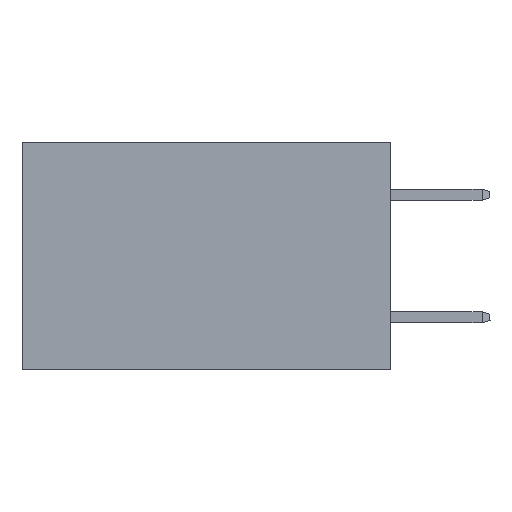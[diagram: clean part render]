
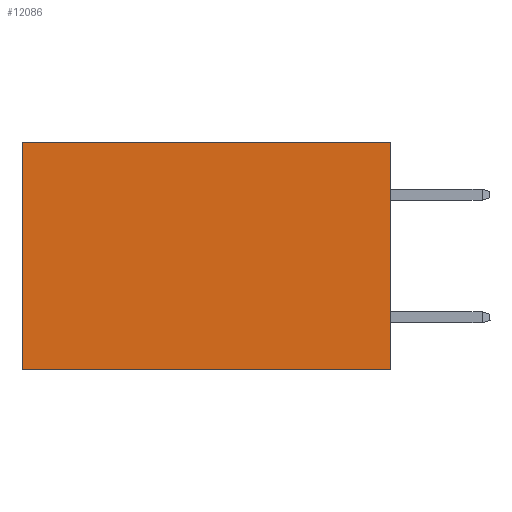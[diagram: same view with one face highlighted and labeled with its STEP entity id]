
A CAD part, left-side view. The second image highlights one B-rep face of the part: STEP entity #12086.
In plain terms, the highlighted planar face has unit normal (-1, 0, 0).
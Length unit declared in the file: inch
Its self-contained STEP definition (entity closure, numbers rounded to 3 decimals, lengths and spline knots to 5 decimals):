
#1038 = DIRECTION ( 'NONE',  ( 0., 0., -1. ) ) ;
#1658 = ORIENTED_EDGE ( 'NONE', *, *, #2188, .T. ) ;
#2188 = EDGE_CURVE ( 'NONE', #24015, #3013, #18775, .T. ) ;
#2863 = VECTOR ( 'NONE', #18640, 39.37008 ) ;
#3013 = VERTEX_POINT ( 'NONE', #16222 ) ;
#4994 = CARTESIAN_POINT ( 'NONE',  ( 0.2875, 0., 0. ) ) ;
#5792 = LINE ( 'NONE', #21391, #33208 ) ;
#7914 = AXIS2_PLACEMENT_3D ( 'NONE', #31534, #23726, #1038 ) ;
#10599 = VECTOR ( 'NONE', #28837, 39.37008 ) ;
#12086 = ADVANCED_FACE ( 'NONE', ( #24133 ), #20936, .F. ) ;
#12218 = EDGE_CURVE ( 'NONE', #30224, #3013, #33315, .T. ) ;
#13049 = CARTESIAN_POINT ( 'NONE',  ( 0.2875, 0., -0.37 ) ) ;
#13990 = VECTOR ( 'NONE', #30755, 39.37008 ) ;
#15244 = EDGE_CURVE ( 'NONE', #27043, #24015, #5792, .T. ) ;
#16222 = CARTESIAN_POINT ( 'NONE',  ( 0.2875, 0.6, -0.37 ) ) ;
#16606 = CARTESIAN_POINT ( 'NONE',  ( 0.2875, 0., -0.37 ) ) ;
#17969 = LINE ( 'NONE', #23351, #10599 ) ;
#18640 = DIRECTION ( 'NONE',  ( 0., 1., 0. ) ) ;
#18775 = LINE ( 'NONE', #19937, #13990 ) ;
#19233 = ORIENTED_EDGE ( 'NONE', *, *, #12218, .F. ) ;
#19937 = CARTESIAN_POINT ( 'NONE',  ( 0.2875, 0.6, 0. ) ) ;
#20936 = PLANE ( 'NONE',  #7914 ) ;
#21391 = CARTESIAN_POINT ( 'NONE',  ( 0.2875, 0., 0. ) ) ;
#22135 = EDGE_CURVE ( 'NONE', #27043, #30224, #17969, .T. ) ;
#23351 = CARTESIAN_POINT ( 'NONE',  ( 0.2875, 0., 0. ) ) ;
#23726 = DIRECTION ( 'NONE',  ( 1., 0., 0. ) ) ;
#24015 = VERTEX_POINT ( 'NONE', #34187 ) ;
#24133 = FACE_OUTER_BOUND ( 'NONE', #28423, .T. ) ;
#27043 = VERTEX_POINT ( 'NONE', #4994 ) ;
#27837 = ORIENTED_EDGE ( 'NONE', *, *, #15244, .T. ) ;
#28423 = EDGE_LOOP ( 'NONE', ( #1658, #19233, #28864, #27837 ) ) ;
#28837 = DIRECTION ( 'NONE',  ( 0., 0., -1. ) ) ;
#28864 = ORIENTED_EDGE ( 'NONE', *, *, #22135, .F. ) ;
#30224 = VERTEX_POINT ( 'NONE', #16606 ) ;
#30755 = DIRECTION ( 'NONE',  ( 0., 0., -1. ) ) ;
#31534 = CARTESIAN_POINT ( 'NONE',  ( 0.2875, 0., 0. ) ) ;
#32123 = DIRECTION ( 'NONE',  ( 0., 1., 0. ) ) ;
#33208 = VECTOR ( 'NONE', #32123, 39.37008 ) ;
#33315 = LINE ( 'NONE', #13049, #2863 ) ;
#34187 = CARTESIAN_POINT ( 'NONE',  ( 0.2875, 0.6, 0. ) ) ;
